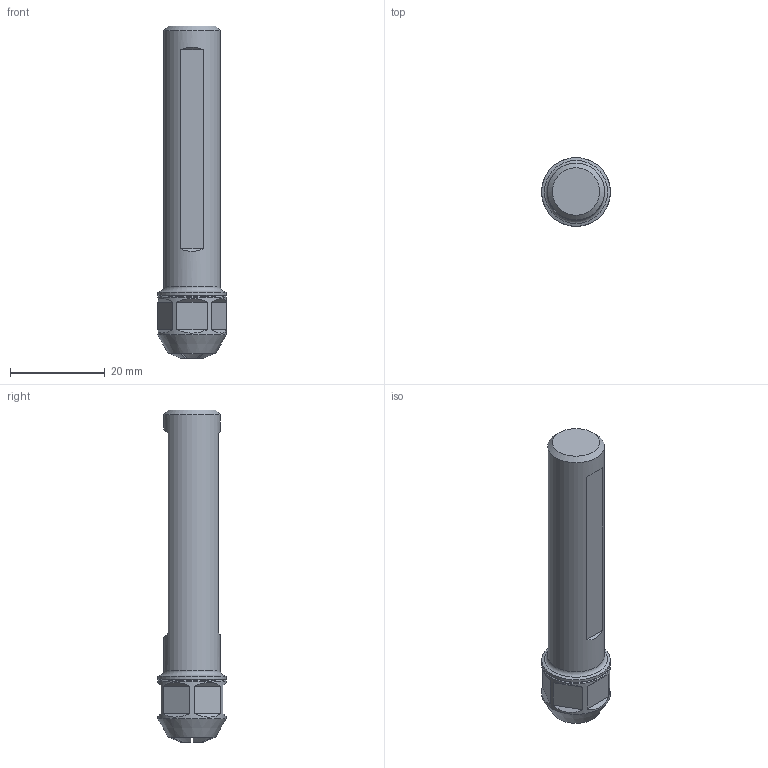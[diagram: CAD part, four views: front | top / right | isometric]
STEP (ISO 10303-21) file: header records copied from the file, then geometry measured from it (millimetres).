
FILE_DESCRIPTION(/* description */ (''),/* implementation_level */ '2;1');
FILE_NAME(/* name */ '1586947934627.stp',/* time_stamp */ '2020-04-15T16:22:28+06:00',/* author */ (''),/* organization */ ('SMS'),/* preprocessor_version */ 'ST-DEVELOPER v16.7',/* originating_system */ 'SIEMENS PLM Software NX 12.0',/* authorisation */ '');
FILE_SCHEMA (('AUTOMOTIVE_DESIGN { 1 0 10303 214 3 1 1 1 }'));
Length unit declared in the file: millimetre
Products named in the file (1): 202193078mod000_00
Bounding box: 14.5 x 14.5 x 70 mm (x, y, z)
Volume: 7523.8 mm3; surface area: 3767.7 mm2
Topology: 1 solids, 1 shells, 113 faces, 335 edges, 222 vertices
Faces by surface type: plane 58, cylinder 24, cone 18, torus 9, bspline 4
Full cylindrical faces by diameter (mm): 4 x1, 8.7 x1, 9.307 x1, 12 x1, 14.5 x2
Entity records: 4611 total; most frequent: CARTESIAN_POINT 1711, ORIENTED_EDGE 624, DIRECTION 554, EDGE_CURVE 312, VERTEX_POINT 213, AXIS2_PLACEMENT_3D 207, LINE 140, VECTOR 140
